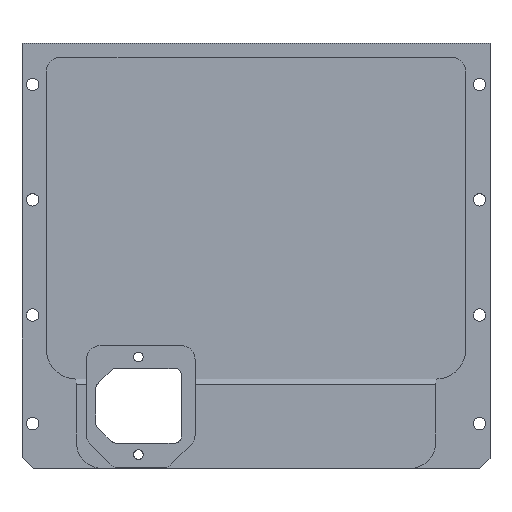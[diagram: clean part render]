
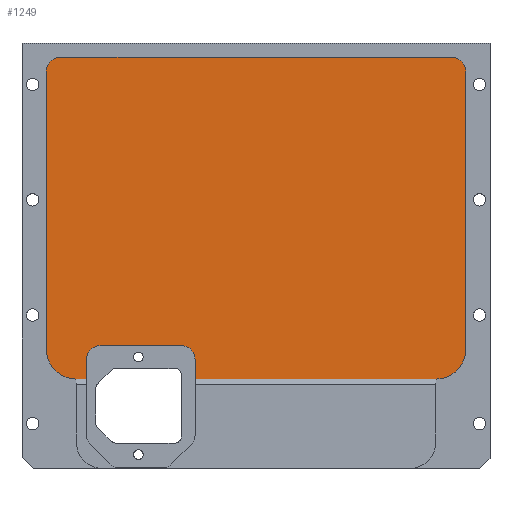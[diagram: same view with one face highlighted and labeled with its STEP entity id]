
A CAD part, top view. The second image highlights one B-rep face of the part: STEP entity #1249.
In plain terms, the highlighted planar face has unit normal (0, 0, 1).
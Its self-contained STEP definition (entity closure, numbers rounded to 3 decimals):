
#98=CIRCLE('',#1321,5.);
#99=CIRCLE('',#1324,5.);
#110=CIRCLE('',#1364,11.);
#111=CIRCLE('',#1367,5.);
#112=CIRCLE('',#1370,5.);
#113=CIRCLE('',#1373,11.);
#169=FACE_OUTER_BOUND('',#244,.T.);
#244=EDGE_LOOP('',(#1068,#1069,#1070,#1071,#1072,#1073,#1074,#1075,#1076,
#1077,#1078,#1079,#1080,#1081));
#310=LINE('',#1907,#432);
#315=LINE('',#1919,#437);
#319=LINE('',#1928,#441);
#343=LINE('',#1995,#465);
#348=LINE('',#2004,#470);
#367=LINE('',#2046,#489);
#370=LINE('',#2054,#492);
#373=LINE('',#2062,#495);
#432=VECTOR('',#1521,10.);
#437=VECTOR('',#1532,10.);
#441=VECTOR('',#1542,10.);
#465=VECTOR('',#1618,10.);
#470=VECTOR('',#1625,10.);
#489=VECTOR('',#1670,10.);
#492=VECTOR('',#1679,10.);
#495=VECTOR('',#1688,10.);
#579=VERTEX_POINT('',#1904);
#580=VERTEX_POINT('',#1906);
#582=VERTEX_POINT('',#1912);
#583=VERTEX_POINT('',#1914);
#584=VERTEX_POINT('',#1918);
#586=VERTEX_POINT('',#1926);
#603=VERTEX_POINT('',#1994);
#606=VERTEX_POINT('',#2002);
#615=VERTEX_POINT('',#2041);
#616=VERTEX_POINT('',#2045);
#617=VERTEX_POINT('',#2049);
#618=VERTEX_POINT('',#2053);
#619=VERTEX_POINT('',#2057);
#620=VERTEX_POINT('',#2061);
#704=EDGE_CURVE('',#580,#579,#310,.T.);
#708=EDGE_CURVE('',#582,#583,#98,.F.);
#710=EDGE_CURVE('',#584,#583,#315,.T.);
#712=EDGE_CURVE('',#584,#579,#99,.F.);
#715=EDGE_CURVE('',#582,#586,#319,.T.);
#748=EDGE_CURVE('',#580,#603,#343,.T.);
#753=EDGE_CURVE('',#606,#586,#348,.T.);
#772=EDGE_CURVE('',#615,#603,#110,.T.);
#774=EDGE_CURVE('',#616,#615,#367,.T.);
#776=EDGE_CURVE('',#617,#616,#111,.T.);
#778=EDGE_CURVE('',#618,#617,#370,.T.);
#780=EDGE_CURVE('',#619,#618,#112,.T.);
#782=EDGE_CURVE('',#620,#619,#373,.T.);
#784=EDGE_CURVE('',#606,#620,#113,.T.);
#1068=ORIENTED_EDGE('',*,*,#715,.T.);
#1069=ORIENTED_EDGE('',*,*,#753,.F.);
#1070=ORIENTED_EDGE('',*,*,#784,.T.);
#1071=ORIENTED_EDGE('',*,*,#782,.T.);
#1072=ORIENTED_EDGE('',*,*,#780,.T.);
#1073=ORIENTED_EDGE('',*,*,#778,.T.);
#1074=ORIENTED_EDGE('',*,*,#776,.T.);
#1075=ORIENTED_EDGE('',*,*,#774,.T.);
#1076=ORIENTED_EDGE('',*,*,#772,.T.);
#1077=ORIENTED_EDGE('',*,*,#748,.F.);
#1078=ORIENTED_EDGE('',*,*,#704,.T.);
#1079=ORIENTED_EDGE('',*,*,#712,.F.);
#1080=ORIENTED_EDGE('',*,*,#710,.T.);
#1081=ORIENTED_EDGE('',*,*,#708,.F.);
#1194=PLANE('',#1374);
#1249=ADVANCED_FACE('',(#169),#1194,.T.);
#1321=AXIS2_PLACEMENT_3D('',#1915,#1527,#1528);
#1324=AXIS2_PLACEMENT_3D('',#1922,#1536,#1537);
#1364=AXIS2_PLACEMENT_3D('',#2042,#1665,#1666);
#1367=AXIS2_PLACEMENT_3D('',#2050,#1674,#1675);
#1370=AXIS2_PLACEMENT_3D('',#2058,#1683,#1684);
#1373=AXIS2_PLACEMENT_3D('',#2065,#1692,#1693);
#1374=AXIS2_PLACEMENT_3D('',#2067,#1695,#1696);
#1521=DIRECTION('',(0.,1.,0.));
#1527=DIRECTION('center_axis',(0.,0.,-1.));
#1528=DIRECTION('ref_axis',(0.707,0.707,0.));
#1532=DIRECTION('',(1.,0.,0.));
#1536=DIRECTION('center_axis',(0.,0.,-1.));
#1537=DIRECTION('ref_axis',(-0.707,0.707,0.));
#1542=DIRECTION('',(0.,-1.,0.));
#1618=DIRECTION('',(-1.,0.,0.));
#1625=DIRECTION('',(-1.,0.,0.));
#1665=DIRECTION('center_axis',(0.,0.,1.));
#1666=DIRECTION('ref_axis',(-1.,0.,0.));
#1670=DIRECTION('',(0.,-1.,0.));
#1674=DIRECTION('center_axis',(0.,0.,1.));
#1675=DIRECTION('ref_axis',(0.,1.,0.));
#1679=DIRECTION('',(-1.,0.,0.));
#1683=DIRECTION('center_axis',(0.,0.,1.));
#1684=DIRECTION('ref_axis',(1.,0.,0.));
#1688=DIRECTION('',(0.,1.,0.));
#1692=DIRECTION('center_axis',(0.,0.,1.));
#1693=DIRECTION('ref_axis',(0.,-1.,0.));
#1695=DIRECTION('center_axis',(0.,0.,1.));
#1696=DIRECTION('ref_axis',(1.,0.,0.));
#1904=CARTESIAN_POINT('',(-62.5,211.285,-31.8));
#1906=CARTESIAN_POINT('',(-62.5,204.,-31.8));
#1907=CARTESIAN_POINT('',(-62.5,239.793,-31.8));
#1912=CARTESIAN_POINT('',(-22.5,211.285,-31.8));
#1914=CARTESIAN_POINT('',(-27.5,216.285,-31.8));
#1915=CARTESIAN_POINT('Origin',(-27.5,211.285,-31.8));
#1918=CARTESIAN_POINT('',(-57.5,216.285,-31.8));
#1919=CARTESIAN_POINT('',(-11.25,216.285,-31.8));
#1922=CARTESIAN_POINT('Origin',(-57.5,211.285,-31.8));
#1926=CARTESIAN_POINT('',(-22.5,204.,-31.8));
#1928=CARTESIAN_POINT('',(-22.5,217.293,-31.8));
#1994=CARTESIAN_POINT('',(-66.3,204.,-31.8));
#1995=CARTESIAN_POINT('',(33.15,204.,-31.8));
#2002=CARTESIAN_POINT('',(66.3,204.,-31.8));
#2004=CARTESIAN_POINT('',(33.15,204.,-31.8));
#2041=CARTESIAN_POINT('',(-77.3,215.,-31.8));
#2042=CARTESIAN_POINT('Origin',(-66.3,215.,-31.8));
#2045=CARTESIAN_POINT('',(-77.3,317.6,-31.8));
#2046=CARTESIAN_POINT('',(-77.3,324.6,-31.8));
#2049=CARTESIAN_POINT('',(-72.3,322.6,-31.8));
#2050=CARTESIAN_POINT('Origin',(-72.3,317.6,-31.8));
#2053=CARTESIAN_POINT('',(72.3,322.6,-31.8));
#2054=CARTESIAN_POINT('',(77.5,322.6,-31.8));
#2057=CARTESIAN_POINT('',(77.3,317.6,-31.8));
#2058=CARTESIAN_POINT('Origin',(72.3,317.6,-31.8));
#2061=CARTESIAN_POINT('',(77.3,215.,-31.8));
#2062=CARTESIAN_POINT('',(77.3,204.,-31.8));
#2065=CARTESIAN_POINT('Origin',(66.3,215.,-31.8));
#2067=CARTESIAN_POINT('Origin',(0.,263.3,-31.8));
